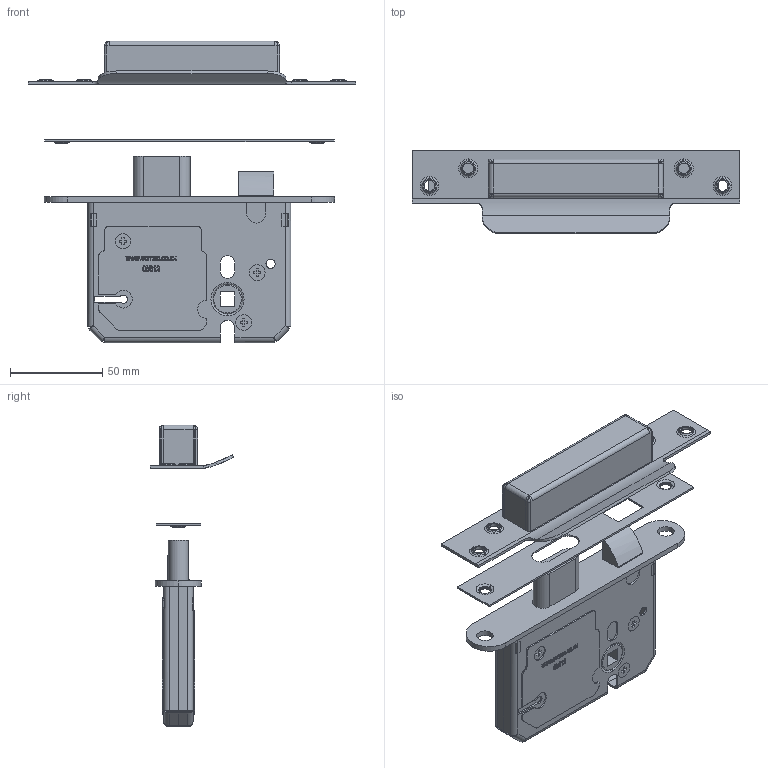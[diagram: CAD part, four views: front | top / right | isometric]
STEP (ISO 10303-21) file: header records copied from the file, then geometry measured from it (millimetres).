
FILE_DESCRIPTION (( 'STEP AP214' ), '1' );
FILE_NAME ('05612-Sashlock 5 Lever With Brass Bolt 164x84mm.STEP', '2018-12-05T19:32:47', ( '' ), ( '' ), 'SwSTEP 2.0', 'SolidWorks 2018', '' );
FILE_SCHEMA (( 'AUTOMOTIVE_DESIGN' ));
Length unit declared in the file: millimetre
Products named in the file (7): 05612-Sashlock 5 Lever With Brass Bolt 164x84mm; 5612 Sashlock with Brass Bolt; 5612 Sashlock with Brass Bolt.2; 5612 Sashlock with Brass Bolt.1
Assembly tree (3 placements, depth 2):
  05612-Sashlock 5 Lever With Brass Bolt 164x84mm
    5612 Sashlock with Brass Bolt
    5612 Sashlock with Brass Bolt.2
    5612 Sashlock with Brass Bolt.1
  5612 Sashlock with Brass Bolt
  5612 Sashlock with Brass Bolt.2
  5612 Sashlock with Brass Bolt.1
Bounding box: 178 x 45.55 x 163.74 mm (x, y, z)
Volume: 76617.7 mm3; surface area: 100084.5 mm2
Topology: 17 solids, 17 shells, 829 faces, 2086 edges, 1324 vertices
Faces by surface type: plane 456, cylinder 168, bspline 135, torus 46, cone 24
Entity records: 32832 total; most frequent: CARTESIAN_POINT 12287, ORIENTED_EDGE 4164, DIRECTION 3632, EDGE_CURVE 2082, VECTOR 1370, LINE 1370, VERTEX_POINT 1324, AXIS2_PLACEMENT_3D 1131
